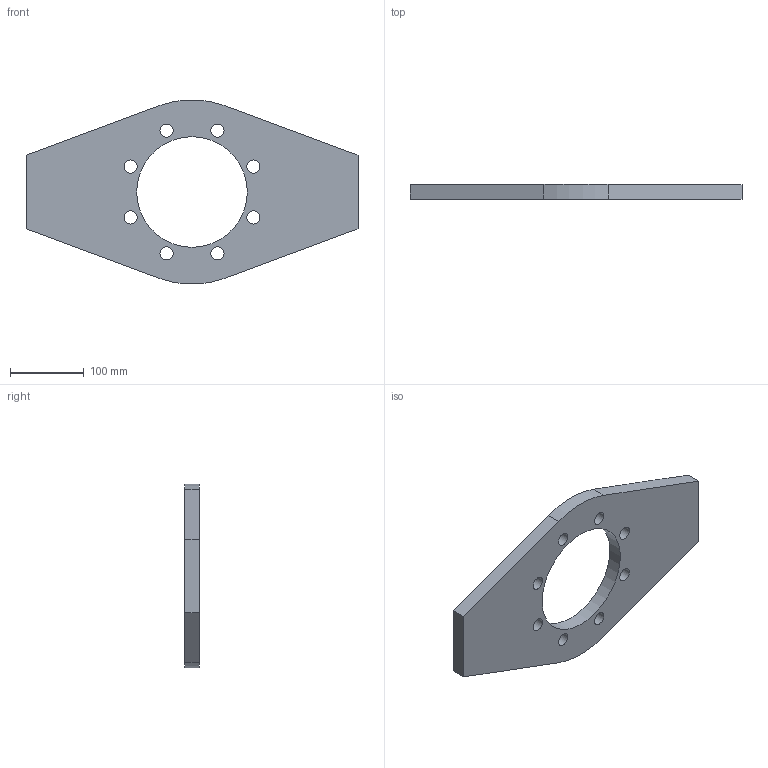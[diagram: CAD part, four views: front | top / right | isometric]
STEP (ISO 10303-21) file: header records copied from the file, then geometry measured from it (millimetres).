
FILE_DESCRIPTION(/* description */ (''),/* implementation_level */ '2;1');
FILE_NAME(/* name */ 'РУ100.stp',/* time_stamp */ '2019-05-13T17:13:02+03:00',/* author */ ('rk'),/* organization */ (''),/* preprocessor_version */ 'ST-DEVELOPER v17.2',/* originating_system */ 'Autodesk Inventor 2019',/* authorisation */ '');
FILE_SCHEMA (('AUTOMOTIVE_DESIGN { 1 0 10303 214 3 1 1 }'));
Length unit declared in the file: millimetre
Products named in the file (1): РУ100
Bounding box: 450 x 20 x 249.37 mm (x, y, z)
Volume: 1245685.6 mm3; surface area: 166078.4 mm2
Topology: 1 solids, 1 shells, 19 faces, 53 edges, 36 vertices
Faces by surface type: cylinder 11, plane 8
Full cylindrical faces by diameter (mm): 18 x8, 150 x1
Entity records: 704 total; most frequent: DIRECTION 117, CARTESIAN_POINT 109, ORIENTED_EDGE 106, EDGE_CURVE 53, AXIS2_PLACEMENT_3D 44, EDGE_LOOP 37, VERTEX_POINT 36, LINE 29
